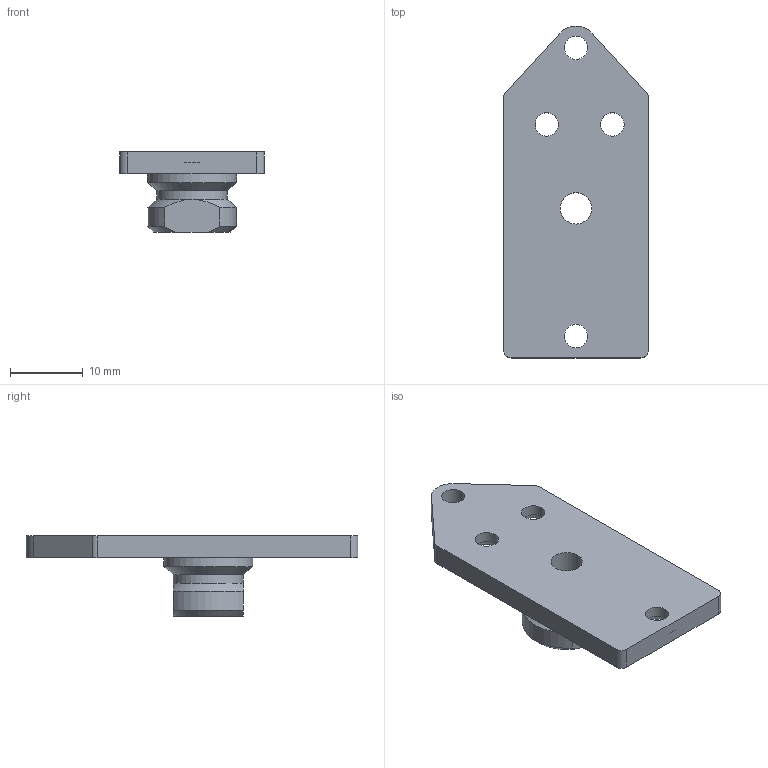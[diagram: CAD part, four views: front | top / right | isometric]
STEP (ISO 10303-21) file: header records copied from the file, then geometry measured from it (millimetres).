
FILE_DESCRIPTION(('FreeCAD Model'),'2;1');
FILE_NAME('Open CASCADE Shape Model','2025-03-20T20:45:13',(''),(''), 'Open CASCADE STEP processor 7.8','FreeCAD','Unknown');
FILE_SCHEMA(('AUTOMOTIVE_DESIGN { 1 0 10303 214 1 1 1 1 }'));
Length unit declared in the file: millimetre
Products named in the file (1): Тело
Bounding box: 19.8 x 45.5 x 11 mm (x, y, z)
Volume: 2884.4 mm3; surface area: 2504.3 mm2
Topology: 1 solids, 1 shells, 37 faces, 91 edges, 59 vertices
Faces by surface type: cylinder 17, plane 13, cone 7
Full cylindrical faces by diameter (mm): 3.2 x4, 4.3 x1, 6 x3, 9.6 x1, 12.2 x1
Entity records: 1158 total; most frequent: DIRECTION 216, CARTESIAN_POINT 190, ORIENTED_EDGE 182, EDGE_CURVE 91, AXIS2_PLACEMENT_3D 89, VERTEX_POINT 59, FACE_BOUND 51, EDGE_LOOP 51
